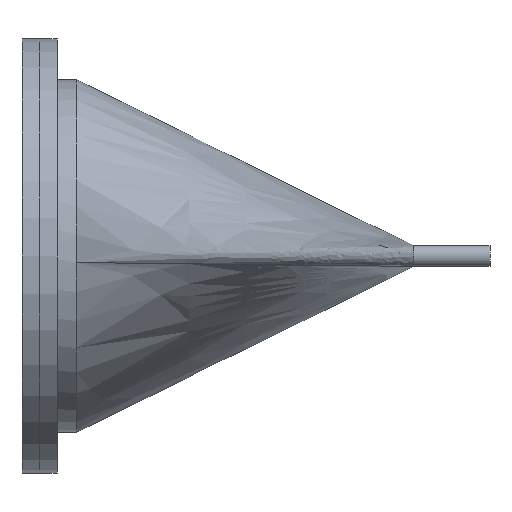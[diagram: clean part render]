
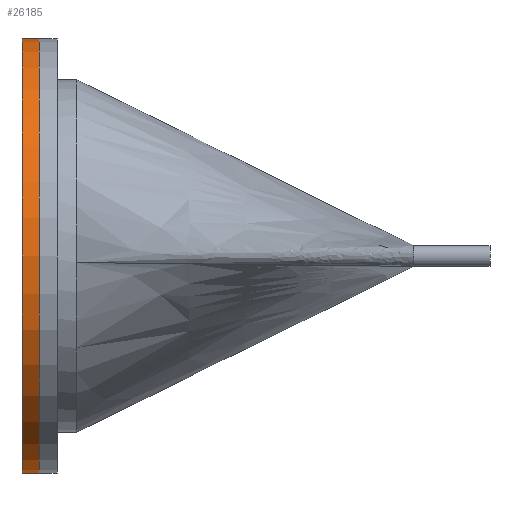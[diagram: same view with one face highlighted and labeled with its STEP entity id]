
A CAD part, front view. The second image highlights one B-rep face of the part: STEP entity #26185.
In plain terms, the highlighted cylindrical face has radius 627.5 mm (diameter 1255 mm), a partial arc.
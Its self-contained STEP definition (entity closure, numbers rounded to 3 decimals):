
#2189 = DIRECTION ( 'NONE',  ( -1., 0., 0. ) ) ;
#4149 = CARTESIAN_POINT ( 'NONE',  ( -157., 0., 627.5 ) ) ;
#5101 = VERTEX_POINT ( 'NONE', #7860 ) ;
#5671 = EDGE_CURVE ( 'NONE', #6452, #5101, #36377, .T. ) ;
#6452 = VERTEX_POINT ( 'NONE', #12634 ) ;
#6657 = LINE ( 'NONE', #15985, #35752 ) ;
#6692 = DIRECTION ( 'NONE',  ( 1., 0., 0. ) ) ;
#7092 = CYLINDRICAL_SURFACE ( 'NONE', #10183, 627.5 ) ;
#7860 = CARTESIAN_POINT ( 'NONE',  ( -157., 0., 627.5 ) ) ;
#8789 = ORIENTED_EDGE ( 'NONE', *, *, #18468, .F. ) ;
#9037 = DIRECTION ( 'NONE',  ( 0., 0., 1. ) ) ;
#10183 = AXIS2_PLACEMENT_3D ( 'NONE', #19130, #6692, #31984 ) ;
#11271 = EDGE_CURVE ( 'NONE', #14383, #28947, #35488, .T. ) ;
#12111 = CARTESIAN_POINT ( 'NONE',  ( -107., 0., -627.5 ) ) ;
#12127 = FACE_OUTER_BOUND ( 'NONE', #13789, .T. ) ;
#12634 = CARTESIAN_POINT ( 'NONE',  ( -157., 0., -627.5 ) ) ;
#12930 = VECTOR ( 'NONE', #36738, 1000. ) ;
#13789 = EDGE_LOOP ( 'NONE', ( #8789, #30051, #22694, #26233 ) ) ;
#14383 = VERTEX_POINT ( 'NONE', #12111 ) ;
#15985 = CARTESIAN_POINT ( 'NONE',  ( -157., 0., -627.5 ) ) ;
#18468 = EDGE_CURVE ( 'NONE', #5101, #28947, #23027, .T. ) ;
#19130 = CARTESIAN_POINT ( 'NONE',  ( -157., 0., 0. ) ) ;
#19297 = DIRECTION ( 'NONE',  ( 1., 0., 0. ) ) ;
#21512 = AXIS2_PLACEMENT_3D ( 'NONE', #25183, #22284, #9037 ) ;
#22284 = DIRECTION ( 'NONE',  ( -1., 0., 0. ) ) ;
#22694 = ORIENTED_EDGE ( 'NONE', *, *, #36917, .T. ) ;
#23027 = LINE ( 'NONE', #4149, #12930 ) ;
#25183 = CARTESIAN_POINT ( 'NONE',  ( -107., 0., 0. ) ) ;
#26185 = ADVANCED_FACE ( 'NONE', ( #12127 ), #7092, .T. ) ;
#26233 = ORIENTED_EDGE ( 'NONE', *, *, #11271, .T. ) ;
#28947 = VERTEX_POINT ( 'NONE', #29849 ) ;
#29849 = CARTESIAN_POINT ( 'NONE',  ( -107., 0., 627.5 ) ) ;
#30051 = ORIENTED_EDGE ( 'NONE', *, *, #5671, .F. ) ;
#30409 = CARTESIAN_POINT ( 'NONE',  ( -157., 0., 0. ) ) ;
#31984 = DIRECTION ( 'NONE',  ( 0., 0., -1. ) ) ;
#34401 = AXIS2_PLACEMENT_3D ( 'NONE', #30409, #2189, #40400 ) ;
#35488 = CIRCLE ( 'NONE', #21512, 627.5 ) ;
#35752 = VECTOR ( 'NONE', #19297, 1000. ) ;
#36377 = CIRCLE ( 'NONE', #34401, 627.5 ) ;
#36738 = DIRECTION ( 'NONE',  ( 1., 0., 0. ) ) ;
#36917 = EDGE_CURVE ( 'NONE', #6452, #14383, #6657, .T. ) ;
#40400 = DIRECTION ( 'NONE',  ( 0., 0., 1. ) ) ;
